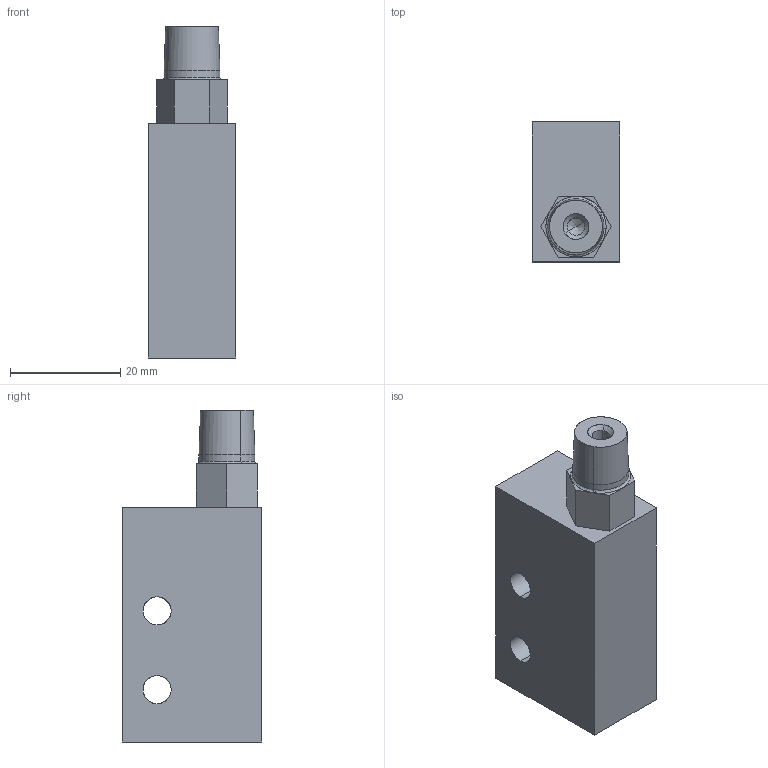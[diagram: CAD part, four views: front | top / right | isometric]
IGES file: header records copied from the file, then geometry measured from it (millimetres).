
Start section: SolidWorks IGES file using analytic representation for surfaces
Global section: file name: AVR062H.IGS; native system: SolidWorks 2008; preprocessor: SolidWorks 2008; author: Lee; date: 090119.160555; units: inch
Bounding box: 15.88 x 25.4 x 60.35 mm (x, y, z)
Surface area: 7149.1 mm2 (no closed solid volume)
Topology: 0 solids, 0 shells, 58 faces, 736 edges, 732 vertices
Faces by surface type: revolution 38, bspline 20
